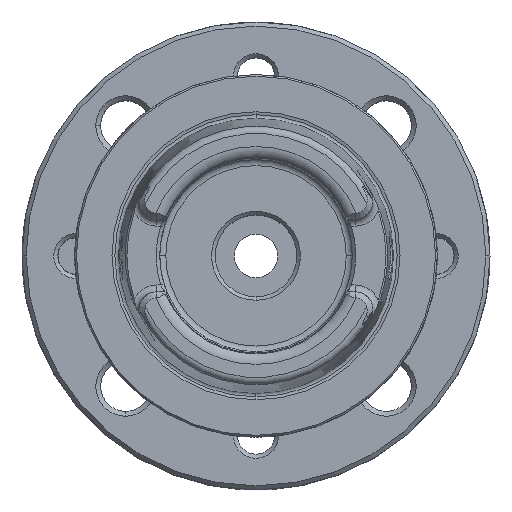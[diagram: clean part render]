
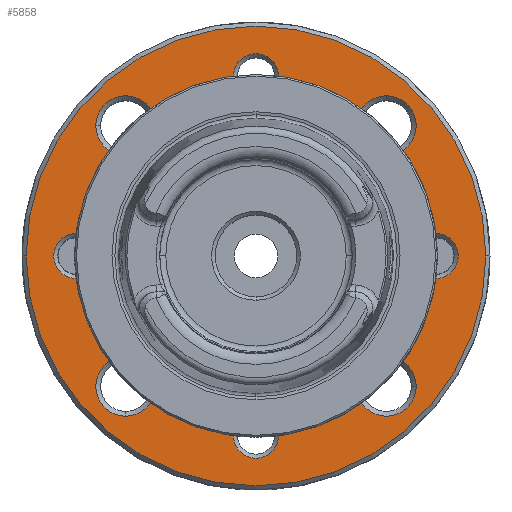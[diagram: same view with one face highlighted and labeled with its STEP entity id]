
A CAD part, top view. The second image highlights one B-rep face of the part: STEP entity #5858.
In plain terms, the highlighted planar face has unit normal (0, 0, 1).
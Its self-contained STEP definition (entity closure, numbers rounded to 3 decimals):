
#2126=VERTEX_POINT('NONE',#6210);
#2164=EDGE_CURVE('NONE',#2808,#5738,#6252,.T.);
#2210=VERTEX_POINT('NONE',#6303);
#2360=VERTEX_POINT('NONE',#6468);
#2652=VERTEX_POINT('NONE',#6797);
#2698=EDGE_CURVE('NONE',#2948,#3984,#6850,.T.);
#2704=VERTEX_POINT('NONE',#6856);
#2728=VERTEX_POINT('NONE',#6882);
#2732=VERTEX_POINT('NONE',#6886);
#2808=VERTEX_POINT('NONE',#6973);
#2812=EDGE_CURVE('NONE',#5738,#2808,#6977,.F.);
#2886=EDGE_CURVE('NONE',#2732,#5388,#7061,.T.);
#2948=VERTEX_POINT('NONE',#7132);
#3156=VERTEX_POINT('NONE',#7366);
#3290=VERTEX_POINT('NONE',#7511);
#3722=EDGE_CURVE('NONE',#2360,#5934,#7990,.F.);
#3740=EDGE_CURVE('NONE',#3984,#2948,#8008,.F.);
#3814=EDGE_CURVE('NONE',#2210,#3156,#8085,.T.);
#3834=VERTEX_POINT('NONE',#8106);
#3890=EDGE_CURVE('NONE',#3290,#5714,#8166,.F.);
#3984=VERTEX_POINT('NONE',#8275);
#4028=VERTEX_POINT('NONE',#8324);
#4106=EDGE_CURVE('NONE',#5388,#2732,#8412,.F.);
#4122=EDGE_CURVE('NONE',#3834,#2126,#8429,.T.);
#4374=EDGE_CURVE('NONE',#5262,#2652,#8700,.F.);
#4586=EDGE_CURVE('NONE',#2652,#5262,#8937,.T.);
#4624=VERTEX_POINT('NONE',#8982);
#5024=EDGE_CURVE('NONE',#4028,#2728,#9417,.F.);
#5262=VERTEX_POINT('NONE',#9679);
#5296=EDGE_CURVE('NONE',#3156,#2210,#9715,.F.);
#5388=VERTEX_POINT('NONE',#9817);
#5714=VERTEX_POINT('NONE',#10182);
#5738=VERTEX_POINT('NONE',#10209);
#5766=EDGE_CURVE('NONE',#4624,#2704,#10240,.T.);
#5782=EDGE_CURVE('NONE',#2126,#3834,#10258,.F.);
#5842=EDGE_CURVE('NONE',#5714,#3290,#10327,.T.);
#5858=ADVANCED_FACE('NONE',(#10344,#10345,#10346,#10347,#10348,#10349,#10350,#10351,#10352,#10353),#10354,.T.);
#5934=VERTEX_POINT('NONE',#10437);
#5968=EDGE_CURVE('NONE',#5934,#2360,#10472,.T.);
#6082=EDGE_CURVE('NONE',#2728,#4028,#10596,.T.);
#6096=EDGE_CURVE('NONE',#2704,#4624,#10610,.F.);
#6210=CARTESIAN_POINT('',(-6.25,49.5,-36.0));
#6252=CIRCLE('',#10829,6.25);
#6303=CARTESIAN_POINT('',(27.671,-35.921,-36.0));
#6468=CARTESIAN_POINT('',(-49.5,-6.25,-36.0));
#6797=CARTESIAN_POINT('',(63.35,0.0,-36.0));
#6850=CIRCLE('',#12347,40.0);
#6856=CARTESIAN_POINT('',(-35.921,-44.171,-36.0));
#6882=CARTESIAN_POINT('',(-27.671,35.921,-36.0));
#6886=CARTESIAN_POINT('',(49.5,-6.25,-36.0));
#6973=CARTESIAN_POINT('',(-6.25,-49.5,-36.0));
#6977=CIRCLE('',#12573,6.25);
#7061=CIRCLE('',#12706,6.25);
#7132=CARTESIAN_POINT('',(40.0,0.,-36.0));
#7366=CARTESIAN_POINT('',(44.171,-35.921,-36.0));
#7511=CARTESIAN_POINT('',(35.921,44.171,-36.0));
#7990=CIRCLE('',#14574,6.25);
#8008=CIRCLE('',#14611,40.0);
#8085=CIRCLE('',#14746,8.25);
#8106=CARTESIAN_POINT('',(6.25,49.5,-36.0));
#8166=CIRCLE('',#14895,8.25);
#8275=CARTESIAN_POINT('',(-40.0,0.0,-36.0));
#8324=CARTESIAN_POINT('',(-44.171,35.921,-36.0));
#8412=CIRCLE('',#15407,6.25);
#8429=CIRCLE('',#15432,6.25);
#8700=CIRCLE('',#16048,63.35);
#8937=CIRCLE('',#16571,63.35);
#8982=CARTESIAN_POINT('',(-35.921,-27.671,-36.0));
#9417=CIRCLE('',#17720,8.25);
#9679=CARTESIAN_POINT('',(-63.35,0.,-36.0));
#9715=CIRCLE('',#18257,8.25);
#9817=CARTESIAN_POINT('',(49.5,6.25,-36.0));
#10182=CARTESIAN_POINT('',(35.921,27.671,-36.0));
#10209=CARTESIAN_POINT('',(6.25,-49.5,-36.0));
#10240=CIRCLE('',#19168,8.25);
#10258=CIRCLE('',#19189,6.25);
#10327=CIRCLE('',#19295,8.25);
#10344=FACE_OUTER_BOUND('',#19326,.T.);
#10345=FACE_BOUND('',#19327,.T.);
#10346=FACE_BOUND('',#19328,.T.);
#10347=FACE_BOUND('',#19329,.T.);
#10348=FACE_BOUND('',#19330,.T.);
#10349=FACE_BOUND('',#19331,.T.);
#10350=FACE_BOUND('',#19332,.T.);
#10351=FACE_BOUND('',#19333,.T.);
#10352=FACE_BOUND('',#19334,.T.);
#10353=FACE_BOUND('',#19335,.T.);
#10354=PLANE('',#19336);
#10437=CARTESIAN_POINT('',(-49.5,6.25,-36.0));
#10472=CIRCLE('',#19709,6.25);
#10596=CIRCLE('',#20062,8.25);
#10610=CIRCLE('',#20080,8.25);
#10829=AXIS2_PLACEMENT_3D('',#20274,#20275,#20276);
#12347=AXIS2_PLACEMENT_3D('',#20996,#20997,#20998);
#12573=AXIS2_PLACEMENT_3D('',#21144,#21145,#21146);
#12706=AXIS2_PLACEMENT_3D('',#21251,#21252,#21253);
#14574=AXIS2_PLACEMENT_3D('',#22320,#22321,#22322);
#14611=AXIS2_PLACEMENT_3D('',#22331,#22332,#22333);
#14746=AXIS2_PLACEMENT_3D('',#22382,#22383,#22384);
#14895=AXIS2_PLACEMENT_3D('',#22457,#22458,#22459);
#15407=AXIS2_PLACEMENT_3D('',#22782,#22783,#22784);
#15432=AXIS2_PLACEMENT_3D('',#22797,#22798,#22799);
#16048=AXIS2_PLACEMENT_3D('',#23019,#23020,#23021);
#16571=AXIS2_PLACEMENT_3D('',#23328,#23329,#23330);
#17720=AXIS2_PLACEMENT_3D('',#23841,#23842,#23843);
#18257=AXIS2_PLACEMENT_3D('',#24156,#24157,#24158);
#19168=AXIS2_PLACEMENT_3D('',#24808,#24809,#24810);
#19189=AXIS2_PLACEMENT_3D('',#24828,#24829,#24830);
#19295=AXIS2_PLACEMENT_3D('',#24929,#24930,#24931);
#19326=EDGE_LOOP('',(#24948,#24949));
#19327=EDGE_LOOP('',(#24950,#24951));
#19328=EDGE_LOOP('',(#24952,#24953));
#19329=EDGE_LOOP('',(#24954,#24955));
#19330=EDGE_LOOP('',(#24956,#24957));
#19331=EDGE_LOOP('',(#24958,#24959));
#19332=EDGE_LOOP('',(#24960,#24961));
#19333=EDGE_LOOP('',(#24962,#24963));
#19334=EDGE_LOOP('',(#24964,#24965));
#19335=EDGE_LOOP('',(#24966,#24967));
#19336=AXIS2_PLACEMENT_3D('',#24968,#24969,#24970);
#19709=AXIS2_PLACEMENT_3D('',#25109,#25110,#25111);
#20062=AXIS2_PLACEMENT_3D('',#25226,#25227,#25228);
#20080=AXIS2_PLACEMENT_3D('',#25233,#25234,#25235);
#20274=CARTESIAN_POINT('',(0.0,-49.5,-36.0));
#20275=DIRECTION('',(0.0,0.0,1.0));
#20276=DIRECTION('',(-1.0,0.0,0.0));
#20996=CARTESIAN_POINT('',(0.0,0.0,-36.0));
#20997=DIRECTION('',(0.0,0.0,1.0));
#20998=DIRECTION('',(-1.0,0.0,0.0));
#21144=CARTESIAN_POINT('',(0.0,-49.5,-36.0));
#21145=DIRECTION('',(0.0,0.0,-1.0));
#21146=DIRECTION('',(-1.0,0.0,0.0));
#21251=CARTESIAN_POINT('',(49.5,0.,-36.0));
#21252=DIRECTION('',(0.0,0.0,1.0));
#21253=DIRECTION('',(0.,-1.0,0.0));
#22320=CARTESIAN_POINT('',(-49.5,0.,-36.0));
#22321=DIRECTION('',(0.0,0.0,-1.0));
#22322=DIRECTION('',(0.,1.0,0.0));
#22331=CARTESIAN_POINT('',(0.0,0.0,-36.0));
#22332=DIRECTION('',(0.0,0.0,-1.0));
#22333=DIRECTION('',(-1.0,0.0,0.0));
#22382=CARTESIAN_POINT('',(35.921,-35.921,-36.0));
#22383=DIRECTION('',(-0.0,0.0,-1.0));
#22384=DIRECTION('',(-1.0,0.,0.0));
#22457=CARTESIAN_POINT('',(35.921,35.921,-36.0));
#22458=DIRECTION('',(0.0,0.0,1.0));
#22459=DIRECTION('',(0.0,-1.0,0.0));
#22782=CARTESIAN_POINT('',(49.5,0.,-36.0));
#22783=DIRECTION('',(-0.0,0.0,-1.0));
#22784=DIRECTION('',(0.,-1.0,0.0));
#22797=CARTESIAN_POINT('',(0.0,49.5,-36.0));
#22798=DIRECTION('',(0.0,0.0,1.0));
#22799=DIRECTION('',(1.0,0.0,0.0));
#23019=CARTESIAN_POINT('',(0.0,0.0,-36.0));
#23020=DIRECTION('',(0.0,0.0,-1.0));
#23021=DIRECTION('',(1.0,0.0,0.0));
#23328=CARTESIAN_POINT('',(0.0,0.0,-36.0));
#23329=DIRECTION('',(0.0,0.0,1.0));
#23330=DIRECTION('',(1.0,0.0,0.0));
#23841=CARTESIAN_POINT('',(-35.921,35.921,-36.0));
#23842=DIRECTION('',(0.0,-0.0,1.0));
#23843=DIRECTION('',(1.0,0.,0.0));
#24156=CARTESIAN_POINT('',(35.921,-35.921,-36.0));
#24157=DIRECTION('',(0.0,0.0,1.0));
#24158=DIRECTION('',(-1.0,0.,0.0));
#24808=CARTESIAN_POINT('',(-35.921,-35.921,-36.0));
#24809=DIRECTION('',(0.0,0.0,-1.0));
#24810=DIRECTION('',(0.0,1.0,0.0));
#24828=CARTESIAN_POINT('',(0.0,49.5,-36.0));
#24829=DIRECTION('',(0.0,0.0,-1.0));
#24830=DIRECTION('',(1.0,0.0,0.0));
#24929=CARTESIAN_POINT('',(35.921,35.921,-36.0));
#24930=DIRECTION('',(0.0,0.0,-1.0));
#24931=DIRECTION('',(0.0,-1.0,0.0));
#24948=ORIENTED_EDGE('',*,*,#4586,.T.);
#24949=ORIENTED_EDGE('',*,*,#4374,.T.);
#24950=ORIENTED_EDGE('',*,*,#6082,.T.);
#24951=ORIENTED_EDGE('',*,*,#5024,.T.);
#24952=ORIENTED_EDGE('',*,*,#5842,.T.);
#24953=ORIENTED_EDGE('',*,*,#3890,.T.);
#24954=ORIENTED_EDGE('',*,*,#3814,.T.);
#24955=ORIENTED_EDGE('',*,*,#5296,.T.);
#24956=ORIENTED_EDGE('',*,*,#5766,.T.);
#24957=ORIENTED_EDGE('',*,*,#6096,.T.);
#24958=ORIENTED_EDGE('',*,*,#4122,.F.);
#24959=ORIENTED_EDGE('',*,*,#5782,.F.);
#24960=ORIENTED_EDGE('',*,*,#2164,.F.);
#24961=ORIENTED_EDGE('',*,*,#2812,.F.);
#24962=ORIENTED_EDGE('',*,*,#3740,.F.);
#24963=ORIENTED_EDGE('',*,*,#2698,.F.);
#24964=ORIENTED_EDGE('',*,*,#5968,.F.);
#24965=ORIENTED_EDGE('',*,*,#3722,.F.);
#24966=ORIENTED_EDGE('',*,*,#2886,.F.);
#24967=ORIENTED_EDGE('',*,*,#4106,.F.);
#24968=CARTESIAN_POINT('',(0.0,-65.0,-36.0));
#24969=DIRECTION('',(0.0,0.0,1.0));
#24970=DIRECTION('',(-1.0,-0.0,0.0));
#25109=CARTESIAN_POINT('',(-49.5,0.,-36.0));
#25110=DIRECTION('',(0.0,-0.0,1.0));
#25111=DIRECTION('',(0.,1.0,0.0));
#25226=CARTESIAN_POINT('',(-35.921,35.921,-36.0));
#25227=DIRECTION('',(0.0,0.0,-1.0));
#25228=DIRECTION('',(1.0,0.,0.0));
#25233=CARTESIAN_POINT('',(-35.921,-35.921,-36.0));
#25234=DIRECTION('',(0.0,0.0,1.0));
#25235=DIRECTION('',(0.0,1.0,-0.0));
